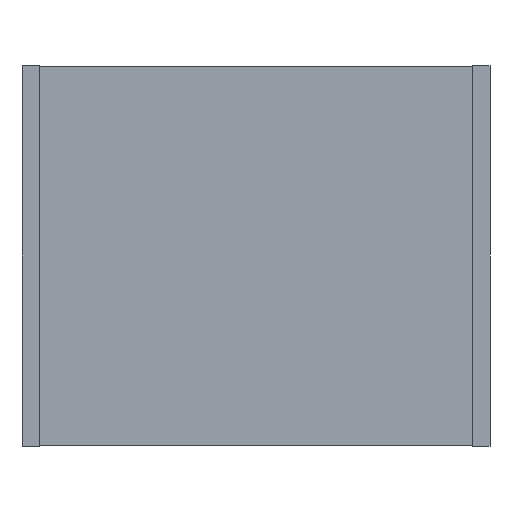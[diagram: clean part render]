
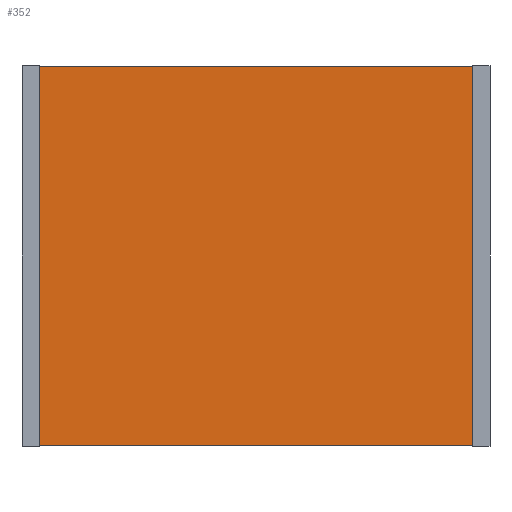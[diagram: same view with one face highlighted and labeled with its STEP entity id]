
A CAD part, front view. The second image highlights one B-rep face of the part: STEP entity #352.
In plain terms, the highlighted planar face has unit normal (0, -1, 0).
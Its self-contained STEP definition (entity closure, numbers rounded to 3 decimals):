
#143 = EDGE_LOOP ( 'NONE', ( #2251, #1380, #656, #1478 ) ) ;
#174 = VECTOR ( 'NONE', #773, 1000. ) ;
#244 = VERTEX_POINT ( 'NONE', #1662 ) ;
#250 = CARTESIAN_POINT ( 'NONE',  ( 12.89, 0., -10.88 ) ) ;
#346 = LINE ( 'NONE', #1110, #1311 ) ;
#352 = ADVANCED_FACE ( 'NONE', ( #1544 ), #1359, .T. ) ;
#358 = DIRECTION ( 'NONE',  ( 1., 0., 0. ) ) ;
#377 = LINE ( 'NONE', #2283, #1474 ) ;
#649 = EDGE_CURVE ( 'NONE', #1086, #1450, #1903, .T. ) ;
#656 = ORIENTED_EDGE ( 'NONE', *, *, #1398, .F. ) ;
#773 = DIRECTION ( 'NONE',  ( 0., 0., 1. ) ) ;
#930 = CARTESIAN_POINT ( 'NONE',  ( 12.89, 0., 0. ) ) ;
#991 = CARTESIAN_POINT ( 'NONE',  ( 12.89, 0., 0. ) ) ;
#1086 = VERTEX_POINT ( 'NONE', #250 ) ;
#1110 = CARTESIAN_POINT ( 'NONE',  ( 0.49, 0., 0. ) ) ;
#1271 = CARTESIAN_POINT ( 'NONE',  ( 0., 0., -10.88 ) ) ;
#1311 = VECTOR ( 'NONE', #2481, 1000. ) ;
#1359 = PLANE ( 'NONE',  #1611 ) ;
#1380 = ORIENTED_EDGE ( 'NONE', *, *, #649, .T. ) ;
#1398 = EDGE_CURVE ( 'NONE', #2127, #1450, #377, .T. ) ;
#1450 = VERTEX_POINT ( 'NONE', #930 ) ;
#1474 = VECTOR ( 'NONE', #358, 1000. ) ;
#1478 = ORIENTED_EDGE ( 'NONE', *, *, #1492, .T. ) ;
#1492 = EDGE_CURVE ( 'NONE', #2127, #244, #346, .T. ) ;
#1544 = FACE_OUTER_BOUND ( 'NONE', #143, .T. ) ;
#1611 = AXIS2_PLACEMENT_3D ( 'NONE', #2496, #1716, #2307 ) ;
#1662 = CARTESIAN_POINT ( 'NONE',  ( 0.49, 0., -10.88 ) ) ;
#1716 = DIRECTION ( 'NONE',  ( 0., -1., 0. ) ) ;
#1768 = EDGE_CURVE ( 'NONE', #1086, #244, #2414, .T. ) ;
#1903 = LINE ( 'NONE', #991, #174 ) ;
#2047 = DIRECTION ( 'NONE',  ( -1., 0., 0. ) ) ;
#2092 = CARTESIAN_POINT ( 'NONE',  ( 0.49, 0., 0. ) ) ;
#2127 = VERTEX_POINT ( 'NONE', #2092 ) ;
#2251 = ORIENTED_EDGE ( 'NONE', *, *, #1768, .F. ) ;
#2283 = CARTESIAN_POINT ( 'NONE',  ( 0., 0., 0. ) ) ;
#2307 = DIRECTION ( 'NONE',  ( 0., 0., -1. ) ) ;
#2414 = LINE ( 'NONE', #1271, #2490 ) ;
#2481 = DIRECTION ( 'NONE',  ( 0., 0., -1. ) ) ;
#2490 = VECTOR ( 'NONE', #2047, 1000. ) ;
#2496 = CARTESIAN_POINT ( 'NONE',  ( 0., 0., 0. ) ) ;
